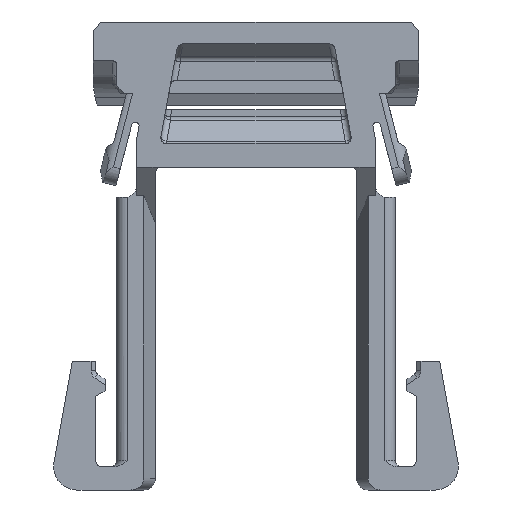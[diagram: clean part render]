
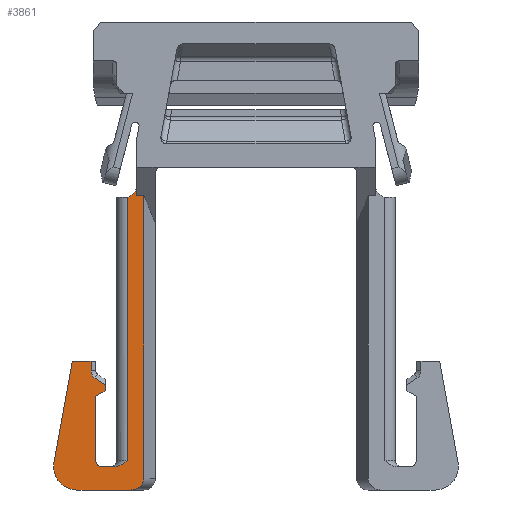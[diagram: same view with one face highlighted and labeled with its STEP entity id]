
A CAD part, front view. The second image highlights one B-rep face of the part: STEP entity #3861.
In plain terms, the highlighted planar face has unit normal (0, -1, 0).
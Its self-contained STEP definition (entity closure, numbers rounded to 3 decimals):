
#883=DIRECTION('',(-1.,0.,0.));
#884=VECTOR('',#883,1.128);
#885=CARTESIAN_POINT('',(-12.072,-2.2,-8.));
#886=LINE('',#885,#884);
#921=CARTESIAN_POINT('',(-15.304,-2.2,-8.));
#922=DIRECTION('',(0.,-1.,0.));
#923=DIRECTION('',(-0.984,0.,0.179));
#924=AXIS2_PLACEMENT_3D('',#921,#922,#923);
#926=DIRECTION('',(0.179,0.,0.984));
#927=VECTOR('',#926,8.784);
#928=CARTESIAN_POINT('',(-17.271,-2.2,-7.642));
#929=LINE('',#928,#927);
#930=DIRECTION('',(-1.,0.,0.));
#931=VECTOR('',#930,1.6);
#932=CARTESIAN_POINT('',(-14.1,-2.2,1.));
#933=LINE('',#932,#931);
#934=DIRECTION('',(0.,0.,1.));
#935=VECTOR('',#934,0.792);
#936=CARTESIAN_POINT('',(-14.1,-2.2,
0.208));
#937=LINE('',#936,#935);
#938=CARTESIAN_POINT('',(-13.3,-2.2,0.208));
#939=DIRECTION('',(0.,1.,0.));
#940=DIRECTION('',(-0.574,0.,-0.819));
#941=AXIS2_PLACEMENT_3D('',#938,#939,#940);
#943=DIRECTION('',(-0.819,0.,0.574));
#944=VECTOR('',#943,1.048);
#945=CARTESIAN_POINT('',(-12.9,-2.2,-1.048));
#946=LINE('',#945,#944);
#947=DIRECTION('',(0.,0.,-1.));
#948=VECTOR('',#947,0.49);
#949=CARTESIAN_POINT('',(-12.9,-2.2,-1.048));
#950=LINE('',#949,#948);
#951=DIRECTION('',(-0.866,0.,-0.5));
#952=VECTOR('',#951,0.924);
#953=CARTESIAN_POINT('',(-12.9,-2.2,-1.538));
#954=LINE('',#953,#952);
#955=DIRECTION('',(0.,0.,-1.));
#956=VECTOR('',#955,5.5);
#957=CARTESIAN_POINT('',(-13.7,-2.2,-2.));
#958=LINE('',#957,#956);
#959=DIRECTION('',(-1.,0.,0.));
#960=VECTOR('',#959,0.607);
#961=CARTESIAN_POINT('',(-9.6,-2.2,15.157));
#962=LINE('',#961,#960);
#963=DIRECTION('',(0.,0.,1.));
#964=VECTOR('',#963,24.157);
#965=CARTESIAN_POINT('',(-9.6,-2.2,-9.));
#966=LINE('',#965,#964);
#967=CARTESIAN_POINT('',(-10.718,-2.2,-10.));
#968=CARTESIAN_POINT('',(-10.542,-2.2,-10.));
#969=CARTESIAN_POINT('',(-10.255,-2.2,-9.933));
#970=CARTESIAN_POINT('',(-9.925,-2.2,-9.734));
#971=CARTESIAN_POINT('',(-9.688,-2.2,-9.442));
#972=CARTESIAN_POINT('',(-9.6,-2.2,-9.177));
#973=CARTESIAN_POINT('',(-9.6,-2.2,-9.));
#975=DIRECTION('',(-1.,0.,0.));
#976=VECTOR('',#975,4.586);
#977=CARTESIAN_POINT('',(-10.718,-2.2,-10.));
#978=LINE('',#977,#976);
#1433=DIRECTION('',(0.,0.,-1.));
#1434=VECTOR('',#1433,0.843);
#1435=CARTESIAN_POINT('',(-10.207,-2.2,16.));
#1436=LINE('',#1435,#1434);
#1448=CARTESIAN_POINT('',(-11.207,-2.2,16.));
#1449=DIRECTION('',(0.,1.,0.));
#1450=DIRECTION('',(1.,0.,0.));
#1451=AXIS2_PLACEMENT_3D('',#1448,#1449,#1450);
#1482=DIRECTION('',(0.,0.,-1.));
#1483=VECTOR('',#1482,22.522);
#1484=CARTESIAN_POINT('',(-11.,-2.2,15.022));
#1485=LINE('',#1484,#1483);
#1486=CARTESIAN_POINT('',(-11.,-2.2,-7.5));
#1487=CARTESIAN_POINT('',(-11.039,-2.2,-7.529));
#1488=CARTESIAN_POINT('',(-11.116,-2.2,-7.586));
#1489=CARTESIAN_POINT('',(-11.233,-2.2,-7.671));
#1490=CARTESIAN_POINT('',(-11.354,-2.2,-7.752));
#1491=CARTESIAN_POINT('',(-11.479,-2.2,-7.826));
#1492=CARTESIAN_POINT('',(-11.606,-2.2,-7.891));
#1493=CARTESIAN_POINT('',(-11.743,-2.2,
-7.945));
#1494=CARTESIAN_POINT('',(-11.893,-2.2,
-7.987));
#1495=CARTESIAN_POINT('',(-12.01,-2.2,
-8.));
#1496=CARTESIAN_POINT('',(-12.072,-2.2,-8.));
#2187=CARTESIAN_POINT('',(-13.2,-2.2,-7.5));
#2188=DIRECTION('',(0.,1.,0.));
#2189=DIRECTION('',(0.,0.,-1.));
#2190=AXIS2_PLACEMENT_3D('',#2187,#2188,#2189);
#2243=CARTESIAN_POINT('',(-12.9,-2.2,-1.538));
#2244=VERTEX_POINT('',#2243);
#2251=CARTESIAN_POINT('',(-13.7,-2.2,-2.));
#2253=VERTEX_POINT('',#2251);
#2255=CARTESIAN_POINT('',(-9.6,-2.2,15.157));
#2257=VERTEX_POINT('',#2255);
#2390=CARTESIAN_POINT('',(-13.2,-2.2,-8.));
#2392=VERTEX_POINT('',#2390);
#2394=CARTESIAN_POINT('',(-13.7,-2.2,-7.5));
#2396=VERTEX_POINT('',#2394);
#2426=CARTESIAN_POINT('',(-12.072,-2.2,-8.));
#2427=VERTEX_POINT('',#2426);
#2428=CARTESIAN_POINT('',(-11.,-2.2,-7.5));
#2429=VERTEX_POINT('',#2428);
#2430=VERTEX_POINT('',#967);
#2431=VERTEX_POINT('',#973);
#2457=CARTESIAN_POINT('',(-14.1,-2.2,1.));
#2459=VERTEX_POINT('',#2457);
#2463=CARTESIAN_POINT('',(-14.1,-2.2,
0.208));
#2464=VERTEX_POINT('',#2463);
#2516=CARTESIAN_POINT('',(-10.207,-2.2,16.));
#2518=VERTEX_POINT('',#2516);
#2519=CARTESIAN_POINT('',(-10.207,-2.2,15.157));
#2520=VERTEX_POINT('',#2519);
#2522=CARTESIAN_POINT('',(-11.,-2.2,15.022));
#2523=VERTEX_POINT('',#2522);
#2589=CARTESIAN_POINT('',(-15.7,-2.2,1.));
#2591=VERTEX_POINT('',#2589);
#2597=CARTESIAN_POINT('',(-17.271,-2.2,-7.642));
#2598=CARTESIAN_POINT('',(-15.304,-2.2,-10.));
#2599=VERTEX_POINT('',#2597);
#2600=VERTEX_POINT('',#2598);
#2748=CARTESIAN_POINT('',(-12.9,-2.2,-1.048));
#2750=VERTEX_POINT('',#2748);
#2751=CARTESIAN_POINT('',(-13.759,-2.2,
-0.447));
#2752=VERTEX_POINT('',#2751);
#3817=CARTESIAN_POINT('',(-11.5,-2.2,0.));
#3818=DIRECTION('',(0.,1.,0.));
#3819=DIRECTION('',(0.,0.,-1.));
#3820=AXIS2_PLACEMENT_3D('',#3817,#3818,#3819);
#3821=PLANE('',#3820);
#3823=ORIENTED_EDGE('',*,*,#3822,.F.);
#3825=ORIENTED_EDGE('',*,*,#3824,.T.);
#3827=ORIENTED_EDGE('',*,*,#3826,.F.);
#3829=ORIENTED_EDGE('',*,*,#3828,.F.);
#3831=ORIENTED_EDGE('',*,*,#3830,.F.);
#3833=ORIENTED_EDGE('',*,*,#3832,.F.);
#3835=ORIENTED_EDGE('',*,*,#3834,.T.);
#3837=ORIENTED_EDGE('',*,*,#3836,.T.);
#3839=ORIENTED_EDGE('',*,*,#3838,.T.);
#3841=ORIENTED_EDGE('',*,*,#3840,.F.);
#3842=ORIENTED_EDGE('',*,*,#3779,.F.);
#3844=ORIENTED_EDGE('',*,*,#3843,.F.);
#3846=ORIENTED_EDGE('',*,*,#3845,.F.);
#3848=ORIENTED_EDGE('',*,*,#3847,.F.);
#3850=ORIENTED_EDGE('',*,*,#3849,.T.);
#3852=ORIENTED_EDGE('',*,*,#3851,.F.);
#3854=ORIENTED_EDGE('',*,*,#3853,.F.);
#3856=ORIENTED_EDGE('',*,*,#3855,.F.);
#3858=ORIENTED_EDGE('',*,*,#3857,.T.);
#3859=EDGE_LOOP('',(#3823,#3825,#3827,#3829,#3831,#3833,#3835,#3837,#3839,#3841,
#3842,#3844,#3846,#3848,#3850,#3852,#3854,#3856,#3858));
#3860=FACE_OUTER_BOUND('',#3859,.F.);
#3861=ADVANCED_FACE('',(#3860),#3821,.F.);
#925=CIRCLE('',#924,2.);
#942=CIRCLE('',#941,0.8);
#974=B_SPLINE_CURVE_WITH_KNOTS('',3,(#967,#968,#969,#970,#971,#972,#973),
.UNSPECIFIED.,.F.,.F.,(4,1,1,1,4),(0.,0.25,0.5,0.75,1.),
.UNSPECIFIED.);
#1452=CIRCLE('',#1451,1.);
#1497=B_SPLINE_CURVE_WITH_KNOTS('',3,(#1486,#1487,#1488,#1489,#1490,#1491,#1492,
#1493,#1494,#1495,#1496),.UNSPECIFIED.,.F.,.F.,(4,1,1,1,1,1,1,1,4),(0.,
0.125,0.25,0.375,0.5,0.625,0.75,0.875,1.),.UNSPECIFIED.);
#2191=CIRCLE('',#2190,0.5);
#3779=EDGE_CURVE('',#2427,#2392,#886,.T.);
#3822=EDGE_CURVE('',#2599,#2600,#925,.T.);
#3824=EDGE_CURVE('',#2599,#2591,#929,.T.);
#3826=EDGE_CURVE('',#2459,#2591,#933,.T.);
#3828=EDGE_CURVE('',#2464,#2459,#937,.T.);
#3830=EDGE_CURVE('',#2752,#2464,#942,.T.);
#3832=EDGE_CURVE('',#2750,#2752,#946,.T.);
#3834=EDGE_CURVE('',#2750,#2244,#950,.T.);
#3836=EDGE_CURVE('',#2244,#2253,#954,.T.);
#3838=EDGE_CURVE('',#2253,#2396,#958,.T.);
#3840=EDGE_CURVE('',#2392,#2396,#2191,.T.);
#3843=EDGE_CURVE('',#2429,#2427,#1497,.T.);
#3845=EDGE_CURVE('',#2523,#2429,#1485,.T.);
#3847=EDGE_CURVE('',#2518,#2523,#1452,.T.);
#3849=EDGE_CURVE('',#2518,#2520,#1436,.T.);
#3851=EDGE_CURVE('',#2257,#2520,#962,.T.);
#3853=EDGE_CURVE('',#2431,#2257,#966,.T.);
#3855=EDGE_CURVE('',#2430,#2431,#974,.T.);
#3857=EDGE_CURVE('',#2430,#2600,#978,.T.);
